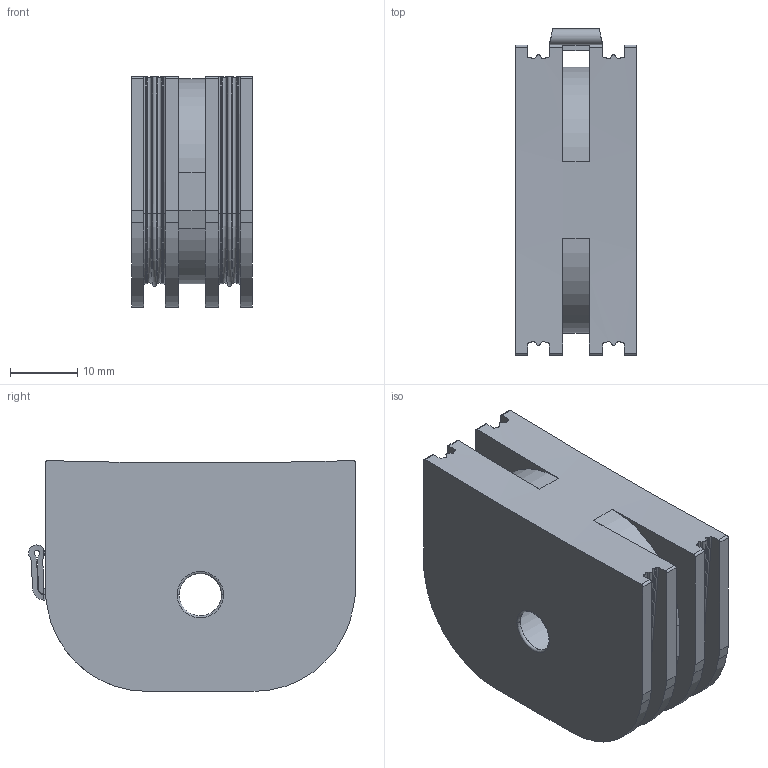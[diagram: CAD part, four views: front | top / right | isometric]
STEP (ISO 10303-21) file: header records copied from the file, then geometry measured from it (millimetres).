
FILE_DESCRIPTION(('CATIA V5 STEP Exchange','CAx-IF Rec.Pracs.--- Model Styling and Organization---1.4--- 2014-01-23'),'2;1');
FILE_NAME ('030722-2_4_4329610000_4329610000.stp','2019-07-04T12:09:02+00:00',('none'),('Weidmueller'),'CATIA Version 5-6 Release 2016 SP3 HF44','CATIA V5 STEP AP214','none');
FILE_SCHEMA(('AUTOMOTIVE_DESIGN { 1 0 10303 214 1 1 1 1 }'));
Length unit declared in the file: millimetre
Products named in the file (1): 4329610000
Bounding box: 18 x 48.67 x 34.37 mm (x, y, z)
Volume: 21150.5 mm3; surface area: 8601.9 mm2
Topology: 1 solids, 1 shells, 198 faces, 520 edges, 320 vertices
Faces by surface type: cylinder 85, plane 73, torus 32, cone 8
Entity records: 5873 total; most frequent: CARTESIAN_POINT 1309, ORIENTED_EDGE 1040, DIRECTION 767, EDGE_CURVE 520, AXIS2_PLACEMENT_3D 341, VERTEX_POINT 320, VECTOR 270, LINE 270
